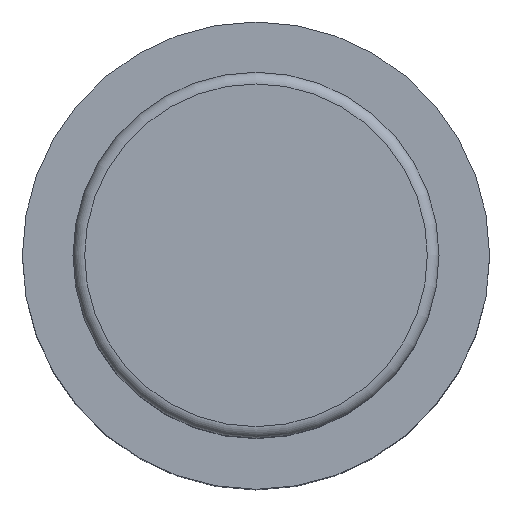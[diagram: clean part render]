
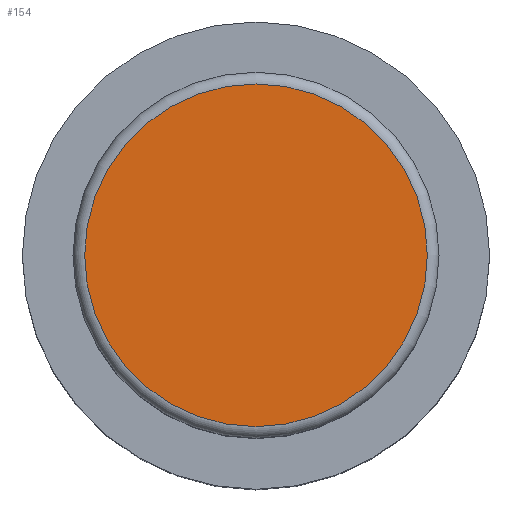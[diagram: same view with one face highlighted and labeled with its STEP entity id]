
A CAD part, top view. The second image highlights one B-rep face of the part: STEP entity #154.
In plain terms, the highlighted planar face has unit normal (0, 0, 1).
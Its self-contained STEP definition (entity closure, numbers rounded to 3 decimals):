
#18=PLANE('',#197);
#35=FACE_OUTER_BOUND('',#44,.T.);
#44=EDGE_LOOP('',(#131,#132));
#57=CIRCLE('',#189,4.4);
#61=CIRCLE('',#193,4.4);
#74=VERTEX_POINT('',#283);
#75=VERTEX_POINT('',#284);
#92=EDGE_CURVE('',#74,#75,#57,.T.);
#96=EDGE_CURVE('',#75,#74,#61,.T.);
#131=ORIENTED_EDGE('',*,*,#92,.F.);
#132=ORIENTED_EDGE('',*,*,#96,.F.);
#154=ADVANCED_FACE('',(#35),#18,.T.);
#189=AXIS2_PLACEMENT_3D('',#285,#230,#231);
#193=AXIS2_PLACEMENT_3D('',#291,#238,#239);
#197=AXIS2_PLACEMENT_3D('',#298,#247,#248);
#230=DIRECTION('center_axis',(0.,0.,-1.));
#231=DIRECTION('ref_axis',(-1.,0.,0.));
#238=DIRECTION('center_axis',(0.,0.,-1.));
#239=DIRECTION('ref_axis',(-1.,0.,0.));
#247=DIRECTION('center_axis',(0.,0.,1.));
#248=DIRECTION('ref_axis',(1.,0.,0.));
#283=CARTESIAN_POINT('',(4.4,0.,20.556));
#284=CARTESIAN_POINT('',(-4.4,0.,20.556));
#285=CARTESIAN_POINT('Origin',(0.,0.,20.556));
#291=CARTESIAN_POINT('Origin',(0.,0.,20.556));
#298=CARTESIAN_POINT('Origin',(0.,0.,20.556));
